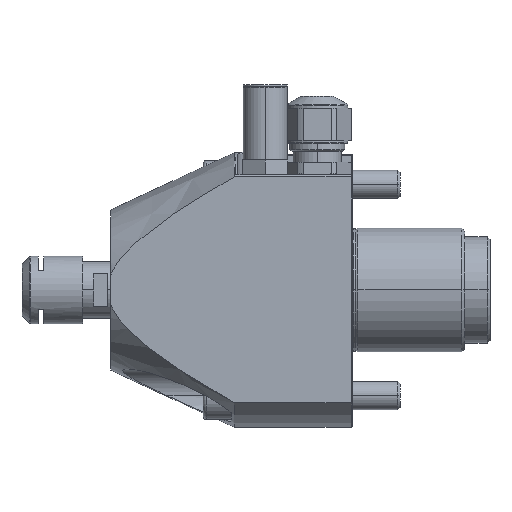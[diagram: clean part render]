
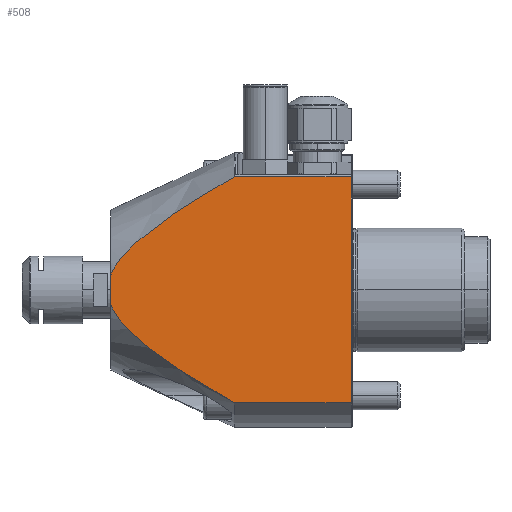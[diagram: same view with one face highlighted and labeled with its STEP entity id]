
A CAD part, top view. The second image highlights one B-rep face of the part: STEP entity #508.
In plain terms, the highlighted planar face has unit normal (0, 0, 1).
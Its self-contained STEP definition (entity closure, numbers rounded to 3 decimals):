
#172 = VERTEX_POINT ( 'NONE', #6966 ) ;
#174 = EDGE_CURVE ( 'NONE', #172, #389, #6881, .T. ) ;
#276 = EDGE_CURVE ( 'NONE', #172, #329, #3474, .T. ) ;
#329 = VERTEX_POINT ( 'NONE', #3631 ) ;
#389 = VERTEX_POINT ( 'NONE', #3702 ) ;
#422 = VERTEX_POINT ( 'NONE', #3832 ) ;
#430 = EDGE_CURVE ( 'NONE', #422, #516, #3827, .T. ) ;
#457 = ORIENTED_EDGE ( 'NONE', *, *, #174, .F. ) ;
#459 = ORIENTED_EDGE ( 'NONE', *, *, #642, .T. ) ;
#462 = ORIENTED_EDGE ( 'NONE', *, *, #276, .T. ) ;
#469 = EDGE_CURVE ( 'NONE', #512, #329, #3797, .T. ) ;
#508 = ADVANCED_FACE ( 'NONE', ( #3979 ), #3973, .T. ) ;
#512 = VERTEX_POINT ( 'NONE', #3975 ) ;
#516 = VERTEX_POINT ( 'NONE', #3959 ) ;
#595 = ORIENTED_EDGE ( 'NONE', *, *, #430, .T. ) ;
#596 = ORIENTED_EDGE ( 'NONE', *, *, #599, .T. ) ;
#598 = EDGE_LOOP ( 'NONE', ( #639, #459, #595, #596, #457, #462 ) ) ;
#599 = EDGE_CURVE ( 'NONE', #516, #389, #3995, .T. ) ;
#639 = ORIENTED_EDGE ( 'NONE', *, *, #469, .F. ) ;
#642 = EDGE_CURVE ( 'NONE', #512, #422, #4368, .T. ) ;
#3358 = CARTESIAN_POINT ( 'NONE',  ( -54.087, 11.946, 14. ) ) ;
#3389 = CARTESIAN_POINT ( 'NONE',  ( -51.162, 13.983, 14. ) ) ;
#3459 = CARTESIAN_POINT ( 'NONE',  ( -60.788, -6.119, 14. ) ) ;
#3460 = CARTESIAN_POINT ( 'NONE',  ( -61.532, -5.192, 14. ) ) ;
#3461 = CARTESIAN_POINT ( 'NONE',  ( -61.879, -4.712, 14. ) ) ;
#3470 = CARTESIAN_POINT ( 'NONE',  ( -62.502, -3.704, 14. ) ) ;
#3471 = CARTESIAN_POINT ( 'NONE',  ( -62.778, -3.175, 14. ) ) ;
#3472 = CARTESIAN_POINT ( 'NONE',  ( -63., -2.61, 14. ) ) ;
#3474 = B_SPLINE_CURVE_WITH_KNOTS ( 'NONE', 3,
 ( #3472, #3471, #3470, #3461, #3460, #3459, #3508, #3507, #3506, #3505, #3504, #3503, #3502, #3501, #3500, #3499, #3498, #3497 ),
 .UNSPECIFIED., .F., .F.,
 ( 4, 2, 2, 2, 2, 2, 2, 2, 4 ),
 ( 0., 0.002, 0.004, 0.005, 0.007, 0.011, 0.014, 0.021, 0.028 ),
 .UNSPECIFIED. ) ;
#3497 = CARTESIAN_POINT ( 'NONE',  ( -41., -20.106, 14. ) ) ;
#3498 = CARTESIAN_POINT ( 'NONE',  ( -43.065, -18.933, 14. ) ) ;
#3499 = CARTESIAN_POINT ( 'NONE',  ( -45.115, -17.735, 14. ) ) ;
#3500 = CARTESIAN_POINT ( 'NONE',  ( -49.167, -15.258, 14. ) ) ;
#3501 = CARTESIAN_POINT ( 'NONE',  ( -51.168, -13.979, 14. ) ) ;
#3502 = CARTESIAN_POINT ( 'NONE',  ( -54.082, -11.95, 14. ) ) ;
#3503 = CARTESIAN_POINT ( 'NONE',  ( -55.039, -11.254, 14. ) ) ;
#3504 = CARTESIAN_POINT ( 'NONE',  ( -56.908, -9.804, 14. ) ) ;
#3505 = CARTESIAN_POINT ( 'NONE',  ( -57.821, -9.051, 14. ) ) ;
#3506 = CARTESIAN_POINT ( 'NONE',  ( -59.133, -7.845, 14. ) ) ;
#3507 = CARTESIAN_POINT ( 'NONE',  ( -59.561, -7.43, 14. ) ) ;
#3508 = CARTESIAN_POINT ( 'NONE',  ( -60.39, -6.566, 14. ) ) ;
#3509 = CARTESIAN_POINT ( 'NONE',  ( -59.145, 7.833, 14. ) ) ;
#3520 = CARTESIAN_POINT ( 'NONE',  ( -56.921, 9.794, 14. ) ) ;
#3521 = CARTESIAN_POINT ( 'NONE',  ( -55.048, 11.248, 14. ) ) ;
#3533 = CARTESIAN_POINT ( 'NONE',  ( -57.835, 9.039, 14. ) ) ;
#3579 = CARTESIAN_POINT ( 'NONE',  ( -59.573, 7.418, 14. ) ) ;
#3631 = CARTESIAN_POINT ( 'NONE',  ( -41., -20.106, 14. ) ) ;
#3658 = CARTESIAN_POINT ( 'NONE',  ( -60.79, 6.116, 14. ) ) ;
#3659 = CARTESIAN_POINT ( 'NONE',  ( -61.531, 5.194, 14. ) ) ;
#3680 = CARTESIAN_POINT ( 'NONE',  ( -60.396, 6.559, 14. ) ) ;
#3702 = CARTESIAN_POINT ( 'NONE',  ( -63., 2.61, 14. ) ) ;
#3774 = DIRECTION ( 'NONE',  ( -1., 0., 0. ) ) ;
#3781 = VECTOR ( 'NONE', #3774, 1000. ) ;
#3782 = CARTESIAN_POINT ( 'NONE',  ( -62.502, 3.704, 14. ) ) ;
#3783 = CARTESIAN_POINT ( 'NONE',  ( -61.878, 4.715, 14. ) ) ;
#3785 = CARTESIAN_POINT ( 'NONE',  ( -62.78, 3.169, 14. ) ) ;
#3786 = CARTESIAN_POINT ( 'NONE',  ( -63., 2.61, 14. ) ) ;
#3794 = DIRECTION ( 'NONE',  ( -1., 0., 0. ) ) ;
#3795 = VECTOR ( 'NONE', #3794, 1000. ) ;
#3796 = CARTESIAN_POINT ( 'NONE',  ( 0., -20.106, 14. ) ) ;
#3797 = LINE ( 'NONE', #3796, #3795 ) ;
#3826 = CARTESIAN_POINT ( 'NONE',  ( 0., 20.106, 14. ) ) ;
#3827 = LINE ( 'NONE', #3826, #3781 ) ;
#3832 = CARTESIAN_POINT ( 'NONE',  ( -20.2, 20.106, 14. ) ) ;
#3959 = CARTESIAN_POINT ( 'NONE',  ( -41., 20.106, 14. ) ) ;
#3966 = DIRECTION ( 'NONE',  ( 0., -1., 0. ) ) ;
#3967 = DIRECTION ( 'NONE',  ( 0., 0., 1. ) ) ;
#3973 = PLANE ( 'NONE',  #4090 ) ;
#3974 = CARTESIAN_POINT ( 'NONE',  ( 0., 20.106, 14. ) ) ;
#3975 = CARTESIAN_POINT ( 'NONE',  ( -20.2, -20.106, 14. ) ) ;
#3979 = FACE_OUTER_BOUND ( 'NONE', #598, .T. ) ;
#3981 = CARTESIAN_POINT ( 'NONE',  ( -49.162, 15.26, 14. ) ) ;
#3982 = CARTESIAN_POINT ( 'NONE',  ( -45.114, 17.736, 14. ) ) ;
#3992 = CARTESIAN_POINT ( 'NONE',  ( -43.064, 18.933, 14. ) ) ;
#3993 = CARTESIAN_POINT ( 'NONE',  ( -41., 20.106, 14. ) ) ;
#3995 = B_SPLINE_CURVE_WITH_KNOTS ( 'NONE', 3,
 ( #3993, #3992, #3982, #3981, #3389, #3358, #3521, #3520, #3533, #3509, #3579, #3680, #3658, #3659, #3783, #3782, #3785, #3786 ),
 .UNSPECIFIED., .F., .F.,
 ( 4, 2, 2, 2, 2, 2, 2, 2, 4 ),
 ( 0., 0.007, 0.014, 0.018, 0.021, 0.023, 0.025, 0.027, 0.028 ),
 .UNSPECIFIED. ) ;
#4090 = AXIS2_PLACEMENT_3D ( 'NONE', #3974, #3967, #3966 ) ;
#4358 = DIRECTION ( 'NONE',  ( 0., 1., 0. ) ) ;
#4359 = VECTOR ( 'NONE', #4358, 1000. ) ;
#4367 = CARTESIAN_POINT ( 'NONE',  ( -20.2, 20.106, 14. ) ) ;
#4368 = LINE ( 'NONE', #4367, #4359 ) ;
#6870 = DIRECTION ( 'NONE',  ( 0., 1., 0. ) ) ;
#6879 = VECTOR ( 'NONE', #6870, 1000. ) ;
#6880 = CARTESIAN_POINT ( 'NONE',  ( -63., 20.106, 14. ) ) ;
#6881 = LINE ( 'NONE', #6880, #6879 ) ;
#6966 = CARTESIAN_POINT ( 'NONE',  ( -63., -2.61, 14. ) ) ;
